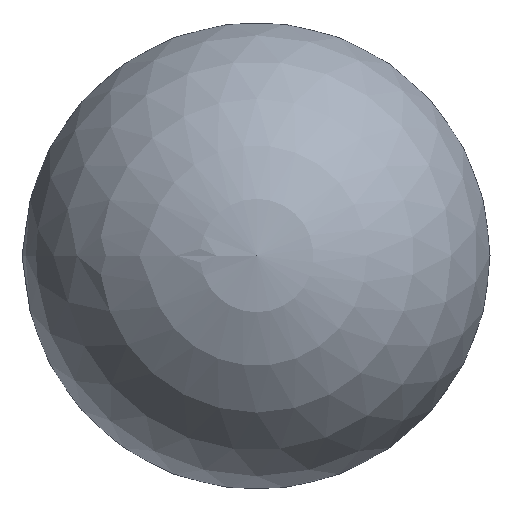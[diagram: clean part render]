
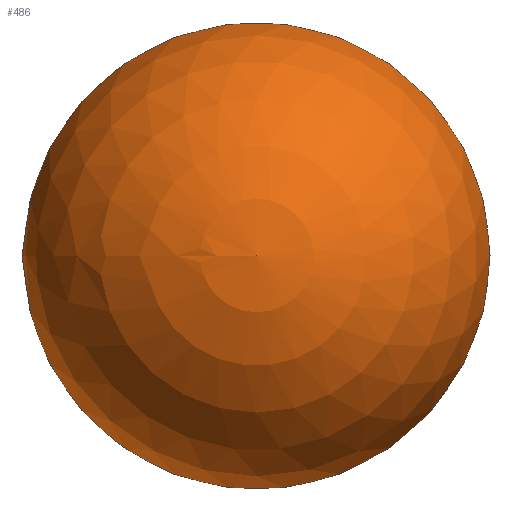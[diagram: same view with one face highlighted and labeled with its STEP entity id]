
A CAD part, top view. The second image highlights one B-rep face of the part: STEP entity #486.
In plain terms, the highlighted spherical face has radius 10 mm.
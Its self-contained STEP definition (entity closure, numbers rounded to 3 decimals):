
#23=SPHERICAL_SURFACE('',#535,10.);
#42=FACE_OUTER_BOUND('',#70,.T.);
#70=EDGE_LOOP('',(#371,#372,#373,#374));
#85=CIRCLE('',#530,6.429);
#89=CIRCLE('',#534,6.429);
#90=CIRCLE('',#536,10.);
#213=VERTEX_POINT('',#1217);
#214=VERTEX_POINT('',#1218);
#217=VERTEX_POINT('',#1227);
#277=EDGE_CURVE('',#213,#214,#85,.T.);
#281=EDGE_CURVE('',#214,#213,#89,.T.);
#282=EDGE_CURVE('',#217,#213,#90,.T.);
#371=ORIENTED_EDGE('',*,*,#277,.F.);
#372=ORIENTED_EDGE('',*,*,#282,.F.);
#373=ORIENTED_EDGE('',*,*,#282,.T.);
#374=ORIENTED_EDGE('',*,*,#281,.F.);
#486=ADVANCED_FACE('',(#42),#23,.T.);
#530=AXIS2_PLACEMENT_3D('',#1219,#607,#608);
#534=AXIS2_PLACEMENT_3D('',#1225,#615,#616);
#535=AXIS2_PLACEMENT_3D('',#1226,#617,#618);
#536=AXIS2_PLACEMENT_3D('',#1228,#619,#620);
#607=DIRECTION('center_axis',(0.,0.,-1.));
#608=DIRECTION('ref_axis',(1.,0.,0.));
#615=DIRECTION('center_axis',(0.,0.,-1.));
#616=DIRECTION('ref_axis',(1.,0.,0.));
#617=DIRECTION('center_axis',(0.,0.,1.));
#618=DIRECTION('ref_axis',(1.,0.,0.));
#619=DIRECTION('center_axis',(0.,-1.,0.));
#620=DIRECTION('ref_axis',(-1.,0.,0.));
#1217=CARTESIAN_POINT('',(18.571,50.,67.34));
#1218=CARTESIAN_POINT('',(31.429,50.,67.34));
#1219=CARTESIAN_POINT('Origin',(25.,50.,67.34));
#1225=CARTESIAN_POINT('Origin',(25.,50.,67.34));
#1226=CARTESIAN_POINT('Origin',(25.,50.,75.));
#1227=CARTESIAN_POINT('',(25.,50.,85.));
#1228=CARTESIAN_POINT('Origin',(25.,50.,75.));
